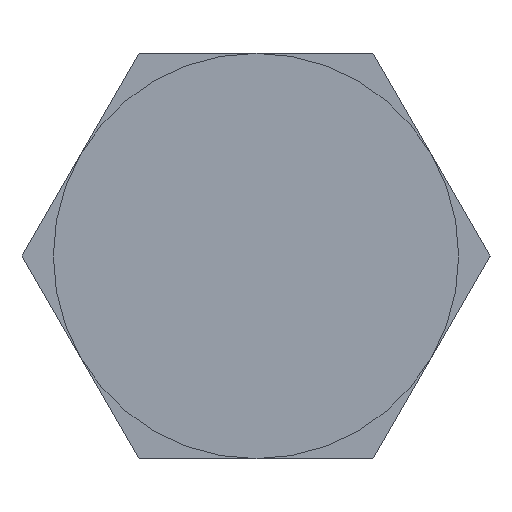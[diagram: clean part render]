
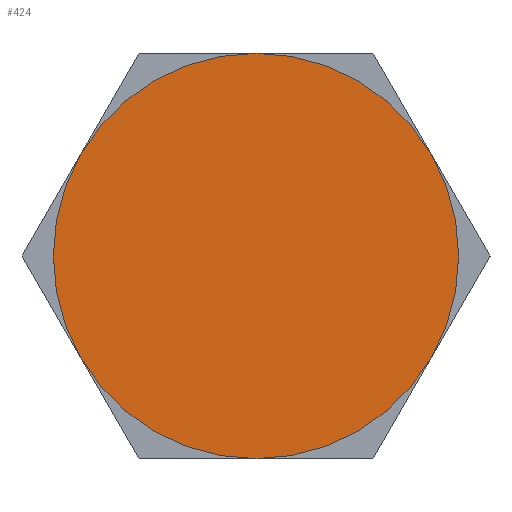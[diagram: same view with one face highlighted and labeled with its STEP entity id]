
A CAD part, left-side view. The second image highlights one B-rep face of the part: STEP entity #424.
In plain terms, the highlighted planar face has unit normal (-1, 0, 0).
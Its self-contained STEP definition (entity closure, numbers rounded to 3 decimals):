
#19=CIRCLE('',#466,12.5);
#40=FACE_OUTER_BOUND('',#68,.T.);
#68=EDGE_LOOP('',(#304));
#186=VERTEX_POINT('',#663);
#226=EDGE_CURVE('',#186,#186,#19,.T.);
#304=ORIENTED_EDGE('',*,*,#226,.T.);
#398=PLANE('',#474);
#424=ADVANCED_FACE('',(#40),#398,.T.);
#466=AXIS2_PLACEMENT_3D('',#664,#530,#531);
#474=AXIS2_PLACEMENT_3D('',#680,#547,#548);
#530=DIRECTION('center_axis',(-1.,0.,0.));
#531=DIRECTION('ref_axis',(0.,-1.,0.));
#547=DIRECTION('center_axis',(-1.,0.,0.));
#548=DIRECTION('ref_axis',(0.,-1.,0.));
#663=CARTESIAN_POINT('',(-790.,215.5,25.));
#664=CARTESIAN_POINT('Origin',(-790.,203.,25.));
#680=CARTESIAN_POINT('Origin',(-790.,203.,25.));
